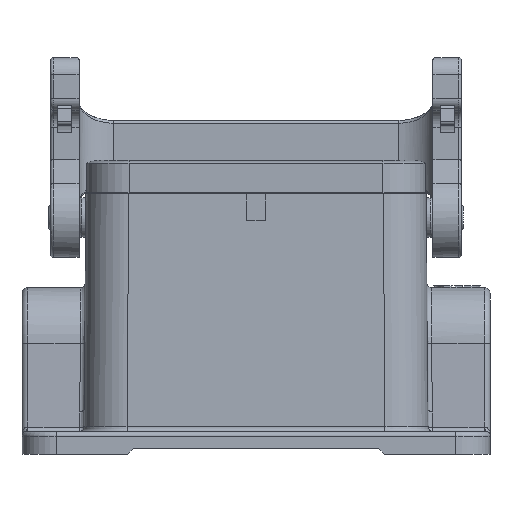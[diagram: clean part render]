
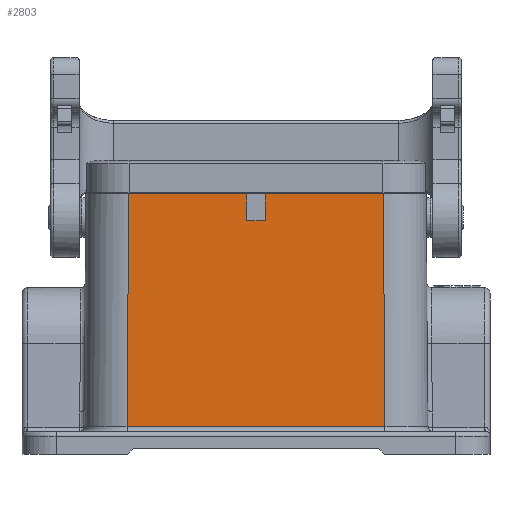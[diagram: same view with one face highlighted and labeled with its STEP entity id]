
A CAD part, front view. The second image highlights one B-rep face of the part: STEP entity #2803.
In plain terms, the highlighted planar face has unit normal (0, -1, 0.006).
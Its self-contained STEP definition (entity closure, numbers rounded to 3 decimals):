
#2803=ADVANCED_FACE('',(#3524),#3326,.T.);
#3326=PLANE('',#11009);
#3524=FACE_OUTER_BOUND('',#4036,.T.);
#4036=EDGE_LOOP('',(#5028,#5029,#5030,#5031,#5032,#5033,#5034,#5035));
#5028=ORIENTED_EDGE('',*,*,#8359,.T.);
#5029=ORIENTED_EDGE('',*,*,#8360,.T.);
#5030=ORIENTED_EDGE('',*,*,#8361,.T.);
#5031=ORIENTED_EDGE('',*,*,#8136,.T.);
#5032=ORIENTED_EDGE('',*,*,#8362,.F.);
#5033=ORIENTED_EDGE('',*,*,#8363,.F.);
#5034=ORIENTED_EDGE('',*,*,#8364,.F.);
#5035=ORIENTED_EDGE('',*,*,#8142,.T.);
#7305=VERTEX_POINT('',#14906);
#7306=VERTEX_POINT('',#14907);
#7309=VERTEX_POINT('',#14915);
#7310=VERTEX_POINT('',#14917);
#7494=VERTEX_POINT('',#15397);
#7495=VERTEX_POINT('',#15399);
#7496=VERTEX_POINT('',#15402);
#7497=VERTEX_POINT('',#15404);
#8136=EDGE_CURVE('',#7305,#7306,#9349,.T.);
#8142=EDGE_CURVE('',#7310,#7309,#9351,.T.);
#8359=EDGE_CURVE('',#7309,#7494,#9491,.T.);
#8360=EDGE_CURVE('',#7494,#7495,#9492,.T.);
#8361=EDGE_CURVE('',#7495,#7305,#9493,.T.);
#8362=EDGE_CURVE('',#7496,#7306,#9494,.T.);
#8363=EDGE_CURVE('',#7497,#7496,#9495,.T.);
#8364=EDGE_CURVE('',#7310,#7497,#9496,.T.);
#9349=LINE('',#14905,#10004);
#9351=LINE('',#14916,#10006);
#9491=LINE('',#15396,#10146);
#9492=LINE('',#15398,#10147);
#9493=LINE('',#15400,#10148);
#9494=LINE('',#15401,#10149);
#9495=LINE('',#15403,#10150);
#9496=LINE('',#15405,#10151);
#10004=VECTOR('',#11966,1.);
#10006=VECTOR('',#11976,1.);
#10146=VECTOR('',#12336,1.);
#10147=VECTOR('',#12337,1.);
#10148=VECTOR('',#12338,1.);
#10149=VECTOR('',#12339,1.);
#10150=VECTOR('',#12340,1.);
#10151=VECTOR('',#12341,1.);
#11009=AXIS2_PLACEMENT_3D('',#15406,#12342,#12343);
#11966=DIRECTION('',(-1.,0.,0.));
#11976=DIRECTION('',(-1.,0.,0.));
#12336=DIRECTION('',(-0.007,-0.006,-1.));
#12337=DIRECTION('',(1.,0.,0.));
#12338=DIRECTION('',(-0.007,0.006,1.));
#12339=DIRECTION('',(0.,0.006,1.));
#12340=DIRECTION('',(1.,0.,0.));
#12341=DIRECTION('',(0.,-0.006,-1.));
#12342=DIRECTION('',(0.,-1.,0.006));
#12343=DIRECTION('',(0.,0.006,1.));
#14905=CARTESIAN_POINT('',(45.1,-21.5,5.7));
#14906=CARTESIAN_POINT('',(22.3,-21.5,5.7));
#14907=CARTESIAN_POINT('',(1.6,-21.5,5.7));
#14915=CARTESIAN_POINT('',(-22.3,-21.5,5.7));
#14916=CARTESIAN_POINT('',(45.1,-21.5,5.7));
#14917=CARTESIAN_POINT('',(-1.6,-21.5,5.7));
#15396=CARTESIAN_POINT('',(-22.597,-21.747,-35.462));
#15397=CARTESIAN_POINT('',(-22.594,-21.745,-35.155));
#15398=CARTESIAN_POINT('',(22.6,-21.745,-35.155));
#15399=CARTESIAN_POINT('',(22.594,-21.745,-35.155));
#15400=CARTESIAN_POINT('',(22.601,-21.751,-36.112));
#15401=CARTESIAN_POINT('',(1.6,-21.75,-35.95));
#15402=CARTESIAN_POINT('',(1.6,-21.528,1.));
#15403=CARTESIAN_POINT('',(45.1,-21.528,1.));
#15404=CARTESIAN_POINT('',(-1.6,-21.528,1.));
#15405=CARTESIAN_POINT('',(-1.6,-21.75,-35.95));
#15406=CARTESIAN_POINT('',(45.1,-21.75,-35.95));
